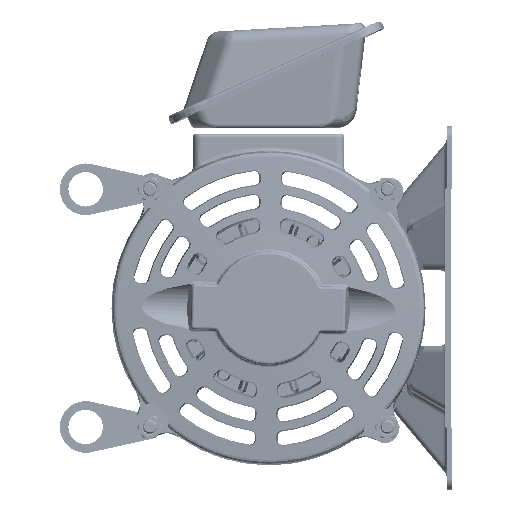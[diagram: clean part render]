
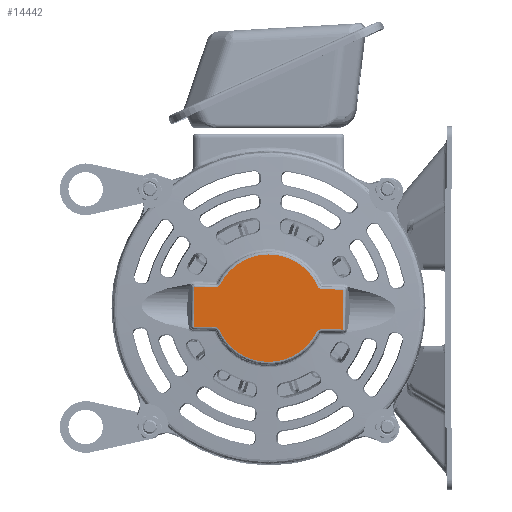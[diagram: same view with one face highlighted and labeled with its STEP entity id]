
A CAD part, left-side view. The second image highlights one B-rep face of the part: STEP entity #14442.
In plain terms, the highlighted planar face has unit normal (-1, 0, 0).
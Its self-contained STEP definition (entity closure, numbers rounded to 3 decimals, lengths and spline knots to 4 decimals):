
#983 = VERTEX_POINT ( 'NONE', #85537 ) ;
#2309 = CARTESIAN_POINT ( 'NONE',  ( -8.0141, 1.6188, 0.6108 ) ) ;
#3515 = ORIENTED_EDGE ( 'NONE', *, *, #18057, .F. ) ;
#4695 = VERTEX_POINT ( 'NONE', #80721 ) ;
#5183 = CARTESIAN_POINT ( 'NONE',  ( -8.0141, -2.6334, 0.5288 ) ) ;
#6222 = ORIENTED_EDGE ( 'NONE', *, *, #141183, .F. ) ;
#9636 = CARTESIAN_POINT ( 'NONE',  ( -8.0141, 1.0431, -0.5404 ) ) ;
#11064 = CARTESIAN_POINT ( 'NONE',  ( -8.0141, -2.0357, 0.5404 ) ) ;
#11115 = VERTEX_POINT ( 'NONE', #106974 ) ;
#11551 = VERTEX_POINT ( 'NONE', #68494 ) ;
#12046 = LINE ( 'NONE', #18281, #111107 ) ;
#14030 = VECTOR ( 'NONE', #21443, 39.3701 ) ;
#14259 = FACE_OUTER_BOUND ( 'NONE', #60313, .T. ) ;
#14442 = ADVANCED_FACE ( 'NONE', ( #14259 ), #37475, .F. ) ;
#15811 = VERTEX_POINT ( 'NONE', #131525 ) ;
#16122 = VECTOR ( 'NONE', #54308, 39.3701 ) ;
#16223 = ORIENTED_EDGE ( 'NONE', *, *, #35650, .F. ) ;
#16294 = LINE ( 'NONE', #140339, #60817 ) ;
#16821 = CARTESIAN_POINT ( 'NONE',  ( -8.0141, 1.0181, 0.5993 ) ) ;
#18057 = EDGE_CURVE ( 'NONE', #75640, #983, #66214, .T. ) ;
#18281 = CARTESIAN_POINT ( 'NONE',  ( -8.0141, -2.6224, -0.041 ) ) ;
#20742 = ORIENTED_EDGE ( 'NONE', *, *, #46114, .F. ) ;
#21381 =( BOUNDED_CURVE ( )  B_SPLINE_CURVE ( 3, ( #127822, #61900, #50392, #39868 ),
 .UNSPECIFIED., .F., .F. ) 
 B_SPLINE_CURVE_WITH_KNOTS ( ( 4, 4 ),
 ( 0., 1. ),
 .UNSPECIFIED. ) 
 CURVE ( )  GEOMETRIC_REPRESENTATION_ITEM ( )  RATIONAL_B_SPLINE_CURVE ( ( 1., 0.897, 0.897, 1. ) ) 
 REPRESENTATION_ITEM ( '' )  );
#21443 = DIRECTION ( 'NONE',  ( 0., -1., -0.019 ) ) ;
#24155 = DIRECTION ( 'NONE',  ( 0., -1., -0.019 ) ) ;
#29298 = DIRECTION ( 'NONE',  ( 0., 0.019, -1. ) ) ;
#30694 = CARTESIAN_POINT ( 'NONE',  ( -8.0141, -1.8952, 0.6329 ) ) ;
#35650 = EDGE_CURVE ( 'NONE', #94796, #75640, #140506, .T. ) ;
#37475 = PLANE ( 'NONE',  #123891 ) ;
#39868 = CARTESIAN_POINT ( 'NONE',  ( -8.0141, -1.8698, -0.6863 ) ) ;
#41332 = CARTESIAN_POINT ( 'NONE',  ( -8.0141, 0.8772, 0.6863 ) ) ;
#42118 = CARTESIAN_POINT ( 'NONE',  ( -8.0141, 0.9806, -0.5416 ) ) ;
#43039 = CARTESIAN_POINT ( 'NONE',  ( -8.0141, 0.9284, -0.5759 ) ) ;
#44013 = VERTEX_POINT ( 'NONE', #2309 ) ;
#44772 = CARTESIAN_POINT ( 'NONE',  ( -8.0141, 0.2879, -1.9916 ) ) ;
#45715 =( BOUNDED_CURVE ( )  B_SPLINE_CURVE ( 3, ( #78257, #77333, #44772, #110729 ),
 .UNSPECIFIED., .F., .F. ) 
 B_SPLINE_CURVE_WITH_KNOTS ( ( 4, 4 ),
 ( 0., 1. ),
 .UNSPECIFIED. ) 
 CURVE ( )  GEOMETRIC_REPRESENTATION_ITEM ( )  RATIONAL_B_SPLINE_CURVE ( ( 1., 0.62, 0.62, 1. ) ) 
 REPRESENTATION_ITEM ( '' )  );
#46114 = EDGE_CURVE ( 'NONE', #983, #89798, #108951, .T. ) ;
#47612 = EDGE_CURVE ( 'NONE', #11115, #15811, #21381, .T. ) ;
#48056 = ORIENTED_EDGE ( 'NONE', *, *, #89661, .F. ) ;
#49997 = LINE ( 'NONE', #129959, #14030 ) ;
#50357 = CARTESIAN_POINT ( 'NONE',  ( -8.0141, 1.1176, 0.0311 ) ) ;
#50392 = CARTESIAN_POINT ( 'NONE',  ( -8.0141, -1.8977, -0.6304 ) ) ;
#51805 = VERTEX_POINT ( 'NONE', #111846 ) ;
#52732 = CARTESIAN_POINT ( 'NONE',  ( -8.0141, -1.2805, 1.9916 ) ) ;
#53673 = EDGE_CURVE ( 'NONE', #15811, #70259, #45715, .T. ) ;
#54308 = DIRECTION ( 'NONE',  ( 0., 1., 0.019 ) ) ;
#54847 = LINE ( 'NONE', #79192, #121535 ) ;
#55393 = CARTESIAN_POINT ( 'NONE',  ( -8.0141, 0.9046, 0.6315 ) ) ;
#59031 = DIRECTION ( 'NONE',  ( 1., 0., 0. ) ) ;
#59982 = DIRECTION ( 'NONE',  ( 0., 0., -1. ) ) ;
#60313 = EDGE_LOOP ( 'NONE', ( #111994, #108979, #6222, #48056, #118779, #20742, #3515, #16223, #119438, #98210, #118144, #60980, #113519 ) ) ;
#60817 = VECTOR ( 'NONE', #129856, 39.3701 ) ;
#60980 = ORIENTED_EDGE ( 'NONE', *, *, #79070, .F. ) ;
#61900 = CARTESIAN_POINT ( 'NONE',  ( -8.0141, -1.9512, -0.5981 ) ) ;
#64820 = VECTOR ( 'NONE', #126331, 39.3701 ) ;
#65143 = CARTESIAN_POINT ( 'NONE',  ( -8.0141, -1.9732, 0.5416 ) ) ;
#66214 =( BOUNDED_CURVE ( )  B_SPLINE_CURVE ( 3, ( #107684, #78582, #52732, #122996 ),
 .UNSPECIFIED., .F., .F. ) 
 B_SPLINE_CURVE_WITH_KNOTS ( ( 4, 4 ),
 ( 0., 1. ),
 .UNSPECIFIED. ) 
 CURVE ( )  GEOMETRIC_REPRESENTATION_ITEM ( )  RATIONAL_B_SPLINE_CURVE ( ( 1., 0.62, 0.62, 1. ) ) 
 REPRESENTATION_ITEM ( '' )  );
#66924 = CARTESIAN_POINT ( 'NONE',  ( -8.0141, 0.8772, 0.6863 ) ) ;
#67442 = VECTOR ( 'NONE', #84600, 39.3701 ) ;
#68494 = CARTESIAN_POINT ( 'NONE',  ( -8.0141, 1.0211, 0.5993 ) ) ;
#69193 = LINE ( 'NONE', #83560, #16122 ) ;
#70259 = VERTEX_POINT ( 'NONE', #75431 ) ;
#74179 = CARTESIAN_POINT ( 'NONE',  ( -8.0141, 0.9026, -0.6329 ) ) ;
#74543 = CARTESIAN_POINT ( 'NONE',  ( -8.0141, 1.1286, -0.5387 ) ) ;
#75431 = CARTESIAN_POINT ( 'NONE',  ( -8.0141, 0.9026, -0.6329 ) ) ;
#75640 = VERTEX_POINT ( 'NONE', #41332 ) ;
#77132 = EDGE_CURVE ( 'NONE', #89798, #92202, #54847, .T. ) ;
#77333 = CARTESIAN_POINT ( 'NONE',  ( -8.0141, -1.2031, -2.0204 ) ) ;
#78257 = CARTESIAN_POINT ( 'NONE',  ( -8.0141, -1.8698, -0.6863 ) ) ;
#78582 = CARTESIAN_POINT ( 'NONE',  ( -8.0141, 0.2106, 2.0204 ) ) ;
#79070 = EDGE_CURVE ( 'NONE', #112467, #51805, #69193, .T. ) ;
#79192 = CARTESIAN_POINT ( 'NONE',  ( -8.0141, 1.1066, 0.6009 ) ) ;
#80721 = CARTESIAN_POINT ( 'NONE',  ( -8.0141, -2.6114, -0.6108 ) ) ;
#83560 = CARTESIAN_POINT ( 'NONE',  ( -8.0141, 1.1286, -0.5387 ) ) ;
#84289 = EDGE_CURVE ( 'NONE', #70259, #112467, #132573, .T. ) ;
#84600 = DIRECTION ( 'NONE',  ( 0., 1., 0.019 ) ) ;
#85537 = CARTESIAN_POINT ( 'NONE',  ( -8.0141, -1.8952, 0.6329 ) ) ;
#87984 = CARTESIAN_POINT ( 'NONE',  ( -8.0141, 1.0181, 0.5993 ) ) ;
#89661 = EDGE_CURVE ( 'NONE', #92202, #4695, #12046, .T. ) ;
#89798 = VERTEX_POINT ( 'NONE', #128609 ) ;
#92202 = VERTEX_POINT ( 'NONE', #5183 ) ;
#94796 = VERTEX_POINT ( 'NONE', #138300 ) ;
#98210 = ORIENTED_EDGE ( 'NONE', *, *, #111084, .F. ) ;
#98294 = EDGE_CURVE ( 'NONE', #11551, #94796, #100712, .T. ) ;
#98914 = CARTESIAN_POINT ( 'NONE',  ( -8.0141, 0.9568, 0.5993 ) ) ;
#100712 = LINE ( 'NONE', #16821, #64820 ) ;
#103502 = LINE ( 'NONE', #74543, #67442 ) ;
#106974 = CARTESIAN_POINT ( 'NONE',  ( -8.0141, -2.0137, -0.5993 ) ) ;
#107684 = CARTESIAN_POINT ( 'NONE',  ( -8.0141, 0.8772, 0.6863 ) ) ;
#108951 =( BOUNDED_CURVE ( )  B_SPLINE_CURVE ( 3, ( #30694, #140602, #65143, #11064 ),
 .UNSPECIFIED., .F., .F. ) 
 B_SPLINE_CURVE_WITH_KNOTS ( ( 4, 4 ),
 ( 0., 1. ),
 .UNSPECIFIED. ) 
 CURVE ( )  GEOMETRIC_REPRESENTATION_ITEM ( )  RATIONAL_B_SPLINE_CURVE ( ( 1., 0.897, 0.897, 1. ) ) 
 REPRESENTATION_ITEM ( '' )  );
#108979 = ORIENTED_EDGE ( 'NONE', *, *, #47612, .F. ) ;
#110729 = CARTESIAN_POINT ( 'NONE',  ( -8.0141, 0.9026, -0.6329 ) ) ;
#111084 = EDGE_CURVE ( 'NONE', #44013, #11551, #49997, .T. ) ;
#111107 = VECTOR ( 'NONE', #29298, 39.3701 ) ;
#111846 = CARTESIAN_POINT ( 'NONE',  ( -8.0141, 1.6408, -0.5288 ) ) ;
#111994 = ORIENTED_EDGE ( 'NONE', *, *, #53673, .F. ) ;
#112467 = VERTEX_POINT ( 'NONE', #9636 ) ;
#113519 = ORIENTED_EDGE ( 'NONE', *, *, #84289, .F. ) ;
#118144 = ORIENTED_EDGE ( 'NONE', *, *, #118597, .F. ) ;
#118588 = CARTESIAN_POINT ( 'NONE',  ( -8.0141, 1.0431, -0.5404 ) ) ;
#118597 = EDGE_CURVE ( 'NONE', #51805, #44013, #16294, .T. ) ;
#118779 = ORIENTED_EDGE ( 'NONE', *, *, #77132, .F. ) ;
#119438 = ORIENTED_EDGE ( 'NONE', *, *, #98294, .F. ) ;
#121535 = VECTOR ( 'NONE', #24155, 39.3701 ) ;
#122996 = CARTESIAN_POINT ( 'NONE',  ( -8.0141, -1.8952, 0.6329 ) ) ;
#123891 = AXIS2_PLACEMENT_3D ( 'NONE', #50357, #59031, #59982 ) ;
#126331 = DIRECTION ( 'NONE',  ( 0., -1., -0.01 ) ) ;
#127822 = CARTESIAN_POINT ( 'NONE',  ( -8.0141, -2.0137, -0.5993 ) ) ;
#128609 = CARTESIAN_POINT ( 'NONE',  ( -8.0141, -2.0357, 0.5404 ) ) ;
#129856 = DIRECTION ( 'NONE',  ( 0., -0.019, 1. ) ) ;
#129959 = CARTESIAN_POINT ( 'NONE',  ( -8.0141, 1.1066, 0.6009 ) ) ;
#131525 = CARTESIAN_POINT ( 'NONE',  ( -8.0141, -1.8698, -0.6863 ) ) ;
#132573 =( BOUNDED_CURVE ( )  B_SPLINE_CURVE ( 3, ( #74179, #43039, #42118, #118588 ),
 .UNSPECIFIED., .F., .F. ) 
 B_SPLINE_CURVE_WITH_KNOTS ( ( 4, 4 ),
 ( 0., 1. ),
 .UNSPECIFIED. ) 
 CURVE ( )  GEOMETRIC_REPRESENTATION_ITEM ( )  RATIONAL_B_SPLINE_CURVE ( ( 1., 0.897, 0.897, 1. ) ) 
 REPRESENTATION_ITEM ( '' )  );
#138300 = CARTESIAN_POINT ( 'NONE',  ( -8.0141, 1.0181, 0.5993 ) ) ;
#140339 = CARTESIAN_POINT ( 'NONE',  ( -8.0141, 1.6298, 0.041 ) ) ;
#140506 =( BOUNDED_CURVE ( )  B_SPLINE_CURVE ( 3, ( #87984, #98914, #55393, #66924 ),
 .UNSPECIFIED., .F., .F. ) 
 B_SPLINE_CURVE_WITH_KNOTS ( ( 4, 4 ),
 ( 0., 1. ),
 .UNSPECIFIED. ) 
 CURVE ( )  GEOMETRIC_REPRESENTATION_ITEM ( )  RATIONAL_B_SPLINE_CURVE ( ( 1., 0.9, 0.9, 1. ) ) 
 REPRESENTATION_ITEM ( '' )  );
#140602 = CARTESIAN_POINT ( 'NONE',  ( -8.0141, -1.921, 0.5759 ) ) ;
#141183 = EDGE_CURVE ( 'NONE', #4695, #11115, #103502, .T. ) ;
